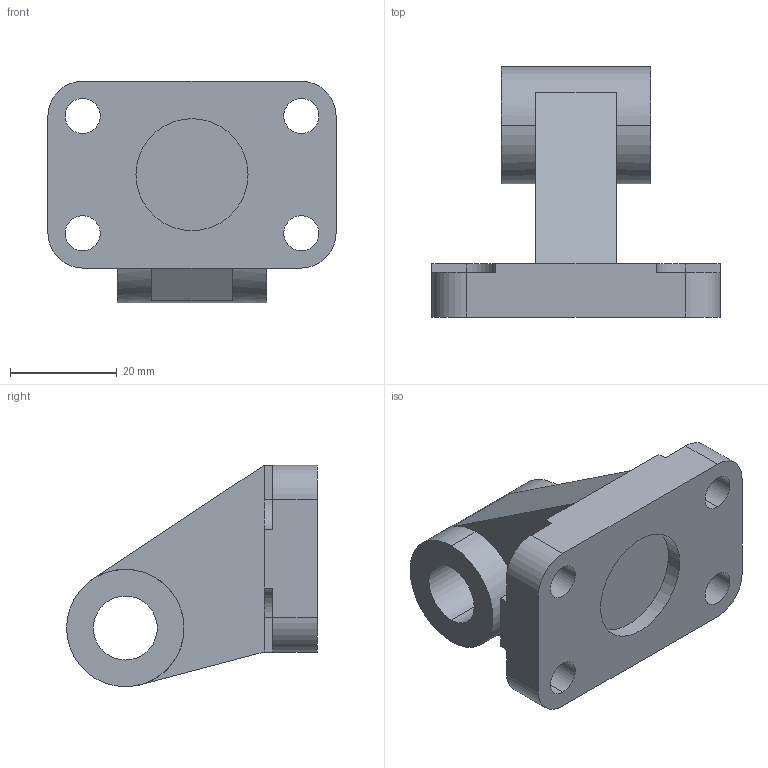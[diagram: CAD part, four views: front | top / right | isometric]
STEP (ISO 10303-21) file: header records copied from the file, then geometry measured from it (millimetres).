
FILE_DESCRIPTION(('STEP AP214'),'1');
FILE_NAME('chape_nj040.stp','2017-11-23T14:52:40',('TraceParts'),('TraceParts S.A.'),'Spatial InterOp 3D',' ',' ');
FILE_SCHEMA(('automotive_design'));
Length unit declared in the file: millimetre
Products named in the file (1): chape_nj040
Bounding box: 54 x 47 x 41.5 mm (x, y, z)
Volume: 31838 mm3; surface area: 10542.6 mm2
Topology: 1 solids, 1 shells, 48 faces, 131 edges, 86 vertices
Faces by surface type: plane 26, cylinder 22
Entity records: 1566 total; most frequent: DIRECTION 277, CARTESIAN_POINT 266, ORIENTED_EDGE 262, EDGE_CURVE 131, AXIS2_PLACEMENT_3D 97, VERTEX_POINT 86, LINE 83, VECTOR 83
